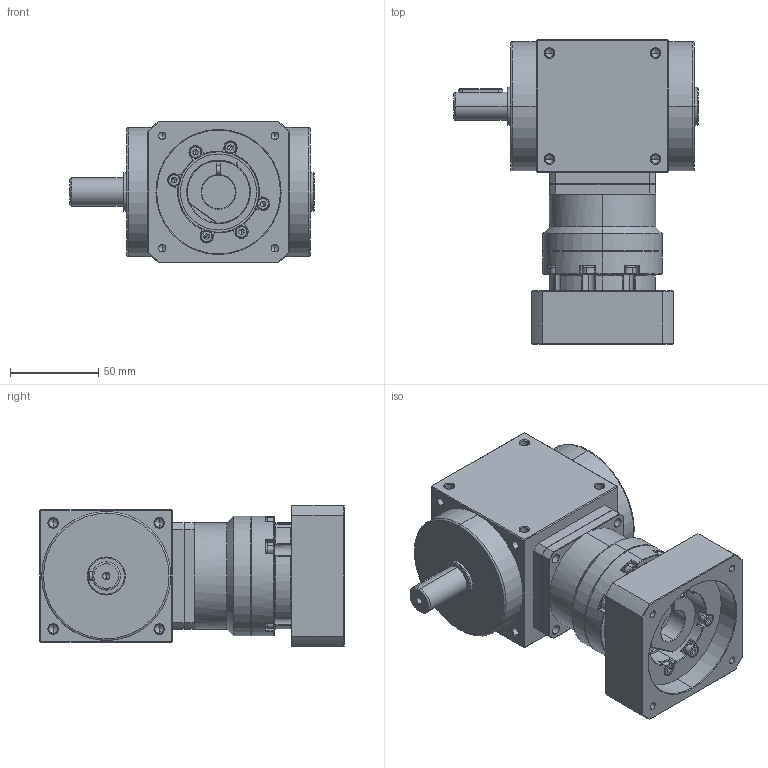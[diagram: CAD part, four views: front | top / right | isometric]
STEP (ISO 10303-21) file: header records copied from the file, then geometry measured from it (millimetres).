
FILE_DESCRIPTION (( 'STEP AP214' ), '1' );
FILE_NAME ('AT075-FL1-L1( )-19-70-90-M5.STEP', '2023-08-03T01:06:19', ( '微软用户' ), ( '微软中国' ), 'SwSTEP 2.0', 'SolidWorks 2023', '' );
FILE_SCHEMA (( 'AUTOMOTIVE_DESIGN' ));
Length unit declared in the file: millimetre
Products named in the file (13): hex socket set screws with flat point gb_GB_FASTENER_SCREWS_HSFP M10X10-N.STEP; AT075-FL1-L1( )-19-70-90-M5; AT075-FL1转向器; ________________19______.STEP; KS60L1-70-19-44-M5-90 外形图.STEP; KS60L1-70-19-44-M5-90 外形图; ________ KS60______.STEP; hexagon socket head cap screws gb_GB_FASTENER_SCREWS_HSHCS M5X16-N.STEP; ________ KB60-D70-M5-90F80H30.STEP; hexagon socket head cap screws gb_GB_FASTENER_SCREWS_HSHCS M4X16-N.STEP; hexagon socket head cap screws gb_GB_FASTENER_SCREWS_HSHCS M4X20-N.STEP; spring lock washers--normal type gb_GB_FASTENER_WASHER_SW 4.STEP; ____________ KS60______.STEP
Assembly tree (33 placements, depth 4):
  AT075-FL1-L1( )-19-70-90-M5
    AT075-FL1转向器
    KS60L1-70-19-44-M5-90 外形图
      KS60L1-70-19-44-M5-90 外形图.STEP
        ____________ KS60______.STEP
        ________ KS60______.STEP
        ________ KB60-D70-M5-90F80H30.STEP
        ________________19______.STEP
        hexagon socket head cap screws gb_GB_FASTENER_SCREWS_HSHCS M5X16-N.STEP
        hexagon socket head cap screws gb_GB_FASTENER_SCREWS_HSHCS M4X20-N.STEP  x6
        spring lock washers--normal type gb_GB_FASTENER_WASHER_SW 4.STEP  x12
        hexagon socket head cap screws gb_GB_FASTENER_SCREWS_HSHCS M4X16-N.STEP  x6
        hex socket set screws with flat point gb_GB_FASTENER_SCREWS_HSFP M10X10-N.STEP
Bounding box: 138 x 172 x 80 mm (x, y, z)
Volume: 883428.5 mm3; surface area: 126153.2 mm2
Topology: 32 solids, 32 shells, 1243 faces, 3046 edges, 1835 vertices
Faces by surface type: cylinder 477, plane 438, cone 256, torus 60, bspline 12
Entity records: 28053 total; most frequent: CARTESIAN_POINT 6714, DIRECTION 4578, ORIENTED_EDGE 4284, EDGE_CURVE 2142, AXIS2_PLACEMENT_3D 1819, VERTEX_POINT 1329, EDGE_LOOP 999, LINE 940
